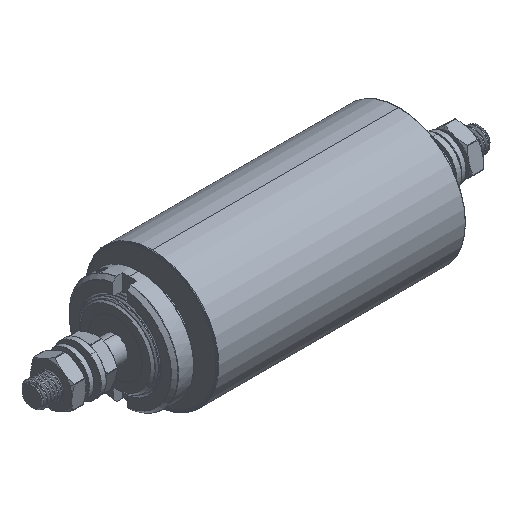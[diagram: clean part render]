
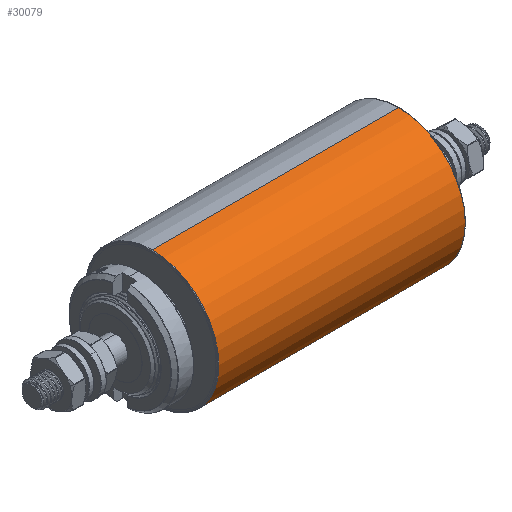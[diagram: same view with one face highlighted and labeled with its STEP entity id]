
A CAD part, isometric view. The second image highlights one B-rep face of the part: STEP entity #30079.
In plain terms, the highlighted cylindrical face has radius 27.5 mm (diameter 55 mm), a partial arc.
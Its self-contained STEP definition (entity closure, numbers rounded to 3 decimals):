
#2783 = ORIENTED_EDGE ( 'NONE', *, *, #29519, .T. ) ;
#3400 = CARTESIAN_POINT ( 'NONE',  ( 102., 0., 27.5 ) ) ;
#4025 = DIRECTION ( 'NONE',  ( 1., 0., 0. ) ) ;
#5795 = EDGE_CURVE ( 'NONE', #24156, #21449, #19219, .T. ) ;
#9800 = EDGE_CURVE ( 'NONE', #29426, #24217, #16309, .T. ) ;
#9864 = DIRECTION ( 'NONE',  ( -1., 0., 0. ) ) ;
#10572 = CIRCLE ( 'NONE', #37124, 27.5 ) ;
#11684 = VECTOR ( 'NONE', #39337, 1000. ) ;
#12469 = DIRECTION ( 'NONE',  ( 0., 0., -1. ) ) ;
#12623 = FACE_OUTER_BOUND ( 'NONE', #25684, .T. ) ;
#13313 = CARTESIAN_POINT ( 'NONE',  ( 0.2, 0., -27.5 ) ) ;
#14095 = ORIENTED_EDGE ( 'NONE', *, *, #9800, .F. ) ;
#16309 = LINE ( 'NONE', #35408, #11684 ) ;
#17333 = CARTESIAN_POINT ( 'NONE',  ( 0.2, 0., 0. ) ) ;
#17412 = EDGE_CURVE ( 'NONE', #21449, #24217, #10572, .T. ) ;
#18137 = AXIS2_PLACEMENT_3D ( 'NONE', #40919, #31781, #12469 ) ;
#18451 = CARTESIAN_POINT ( 'NONE',  ( 102., 0., 0. ) ) ;
#19219 = LINE ( 'NONE', #3400, #32540 ) ;
#19467 = CIRCLE ( 'NONE', #18137, 27.5 ) ;
#20181 = CARTESIAN_POINT ( 'NONE',  ( 0.2, 0., 27.5 ) ) ;
#21449 = VERTEX_POINT ( 'NONE', #20181 ) ;
#22170 = CYLINDRICAL_SURFACE ( 'NONE', #24772, 27.5 ) ;
#24156 = VERTEX_POINT ( 'NONE', #37420 ) ;
#24217 = VERTEX_POINT ( 'NONE', #13313 ) ;
#24772 = AXIS2_PLACEMENT_3D ( 'NONE', #18451, #34436, #37340 ) ;
#25081 = ORIENTED_EDGE ( 'NONE', *, *, #5795, .T. ) ;
#25684 = EDGE_LOOP ( 'NONE', ( #14095, #2783, #25081, #27380 ) ) ;
#27380 = ORIENTED_EDGE ( 'NONE', *, *, #17412, .T. ) ;
#29426 = VERTEX_POINT ( 'NONE', #37599 ) ;
#29519 = EDGE_CURVE ( 'NONE', #29426, #24156, #19467, .T. ) ;
#30079 = ADVANCED_FACE ( 'NONE', ( #12623 ), #22170, .T. ) ;
#31781 = DIRECTION ( 'NONE',  ( -1., 0., 0. ) ) ;
#32540 = VECTOR ( 'NONE', #9864, 1000. ) ;
#34436 = DIRECTION ( 'NONE',  ( -1., 0., 0. ) ) ;
#35408 = CARTESIAN_POINT ( 'NONE',  ( 102., 0., -27.5 ) ) ;
#37124 = AXIS2_PLACEMENT_3D ( 'NONE', #17333, #4025, #38923 ) ;
#37340 = DIRECTION ( 'NONE',  ( 0., 0., 1. ) ) ;
#37420 = CARTESIAN_POINT ( 'NONE',  ( 101.8, 0., 27.5 ) ) ;
#37599 = CARTESIAN_POINT ( 'NONE',  ( 101.8, 0., -27.5 ) ) ;
#38923 = DIRECTION ( 'NONE',  ( 0., 0., -1. ) ) ;
#39337 = DIRECTION ( 'NONE',  ( -1., 0., 0. ) ) ;
#40919 = CARTESIAN_POINT ( 'NONE',  ( 101.8, 0., 0. ) ) ;
